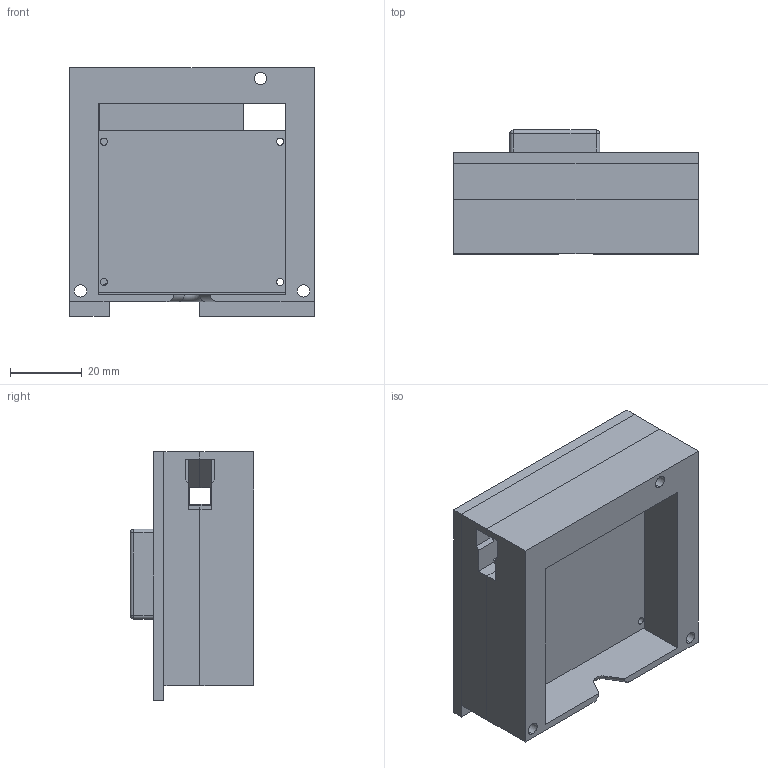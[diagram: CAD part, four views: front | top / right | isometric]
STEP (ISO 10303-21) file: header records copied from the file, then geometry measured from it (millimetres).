
FILE_DESCRIPTION (( 'STEP AP214' ), '1' );
FILE_NAME ('HEL-03-03000-00.step', '2023-07-25T11:26:21', ( '' ), ( '' ), 'SwSTEP 2.0', 'SolidWorks 2021', '' );
FILE_SCHEMA (( 'AUTOMOTIVE_DESIGN' ));
Length unit declared in the file: millimetre
Products named in the file (7): HEL-04-04000-00; HEL-04-04003-00; HEL-04-04002-00; HEL-03-03000-00; HEL-06-03004-00; HEL-04-04004-00; HEL-04-04001-00
Assembly tree (6 placements, depth 2):
  HEL-03-03000-00
    HEL-06-03004-00
    HEL-04-04000-00
    HEL-04-04001-00
    HEL-04-04002-00
    HEL-04-04003-00
    HEL-04-04004-00
Bounding box: 68 x 34.4 x 69 mm (x, y, z)
Volume: 57630.8 mm3; surface area: 36808 mm2
Topology: 6 solids, 6 shells, 230 faces, 600 edges, 386 vertices
Faces by surface type: plane 137, cylinder 76, cone 12, bspline 4, torus 1
Entity records: 9138 total; most frequent: CARTESIAN_POINT 1287, DIRECTION 1230, ORIENTED_EDGE 1192, EDGE_CURVE 596, LINE 428, VECTOR 428, AXIS2_PLACEMENT_3D 401, VERTEX_POINT 386
